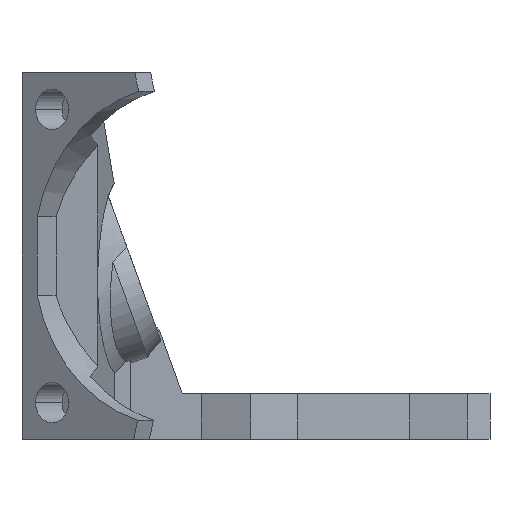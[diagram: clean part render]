
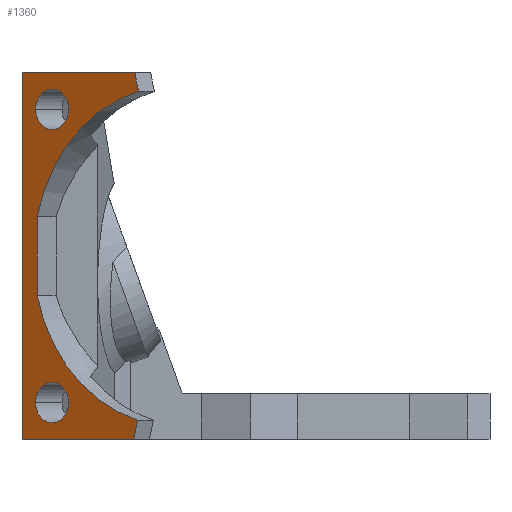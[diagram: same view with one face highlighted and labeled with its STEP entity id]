
A CAD part, left-side view. The second image highlights one B-rep face of the part: STEP entity #1360.
In plain terms, the highlighted planar face has unit normal (-0.819, 0.574, 0).
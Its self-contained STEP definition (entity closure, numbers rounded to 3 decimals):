
#48 = CIRCLE ( 'NONE', #1635, 2.2 ) ;
#50 = LINE ( 'NONE', #435, #56 ) ;
#56 = VECTOR ( 'NONE', #433, 1000. ) ;
#78 = LINE ( 'NONE', #401, #86 ) ;
#83 = CIRCLE ( 'NONE', #1660, 18.5 ) ;
#86 = VECTOR ( 'NONE', #402, 1000. ) ;
#171 = LINE ( 'NONE', #2152, #174 ) ;
#172 = CIRCLE ( 'NONE', #1663, 2.2 ) ;
#174 = VECTOR ( 'NONE', #2156, 1000. ) ;
#210 = VECTOR ( 'NONE', #1736, 1000. ) ;
#213 = LINE ( 'NONE', #363, #218 ) ;
#218 = VECTOR ( 'NONE', #356, 1000. ) ;
#220 = LINE ( 'NONE', #2199, #210 ) ;
#223 = LINE ( 'NONE', #359, #244 ) ;
#231 = CIRCLE ( 'NONE', #1632, 18.5 ) ;
#232 = CIRCLE ( 'NONE', #1653, 2.2 ) ;
#244 = VECTOR ( 'NONE', #385, 1000. ) ;
#356 = DIRECTION ( 'NONE',  ( 0., 0., -1. ) ) ;
#359 = CARTESIAN_POINT ( 'NONE',  ( -58.366, 16.536, 34.331 ) ) ;
#363 = CARTESIAN_POINT ( 'NONE',  ( -45.92, 34.311, 24.432 ) ) ;
#375 = DIRECTION ( 'NONE',  ( -0.574, -0.819, 0. ) ) ;
#377 = CARTESIAN_POINT ( 'NONE',  ( -47.067, 32.673, 36. ) ) ;
#381 = CARTESIAN_POINT ( 'NONE',  ( -56.244, 19.567, 20. ) ) ;
#382 = DIRECTION ( 'NONE',  ( -0.819, 0.574, 0. ) ) ;
#385 = DIRECTION ( 'NONE',  ( 0.143, 0.205, -0.968 ) ) ;
#386 = DIRECTION ( 'NONE',  ( -0.574, -0.819, 0. ) ) ;
#387 = DIRECTION ( 'NONE',  ( -0.819, 0.574, 0. ) ) ;
#401 = CARTESIAN_POINT ( 'NONE',  ( -44.772, 35.95, 40. ) ) ;
#402 = DIRECTION ( 'NONE',  ( -0.574, -0.819, 0. ) ) ;
#433 = DIRECTION ( 'NONE',  ( -0.139, -0.199, -0.97 ) ) ;
#434 = DIRECTION ( 'NONE',  ( -0.574, -0.819, 0. ) ) ;
#435 = CARTESIAN_POINT ( 'NONE',  ( -57.064, 18.395, 14.28 ) ) ;
#438 = CARTESIAN_POINT ( 'NONE',  ( -56.244, 19.567, 20. ) ) ;
#439 = DIRECTION ( 'NONE',  ( -0.819, 0.574, 0. ) ) ;
#447 = CARTESIAN_POINT ( 'NONE',  ( -47.067, 32.673, 4. ) ) ;
#457 = DIRECTION ( 'NONE',  ( -0.574, -0.819, 0. ) ) ;
#461 = DIRECTION ( 'NONE',  ( -0.819, 0.574, 0. ) ) ;
#548 = CIRCLE ( 'NONE', #1654, 2.2 ) ;
#724 = ORIENTED_EDGE ( 'NONE', *, *, #1464, .F. ) ;
#725 = ORIENTED_EDGE ( 'NONE', *, *, #1491, .F. ) ;
#763 = ORIENTED_EDGE ( 'NONE', *, *, #1465, .F. ) ;
#774 = ORIENTED_EDGE ( 'NONE', *, *, #1460, .F. ) ;
#778 = ORIENTED_EDGE ( 'NONE', *, *, #1420, .F. ) ;
#779 = ORIENTED_EDGE ( 'NONE', *, *, #1496, .F. ) ;
#780 = ORIENTED_EDGE ( 'NONE', *, *, #1476, .F. ) ;
#788 = ORIENTED_EDGE ( 'NONE', *, *, #1432, .T. ) ;
#798 = ORIENTED_EDGE ( 'NONE', *, *, #1498, .F. ) ;
#802 = ORIENTED_EDGE ( 'NONE', *, *, #1392, .F. ) ;
#834 = ORIENTED_EDGE ( 'NONE', *, *, #1450, .T. ) ;
#855 = ORIENTED_EDGE ( 'NONE', *, *, #1463, .F. ) ;
#946 = EDGE_LOOP ( 'NONE', ( #724, #778 ) ) ;
#965 = EDGE_LOOP ( 'NONE', ( #798, #802 ) ) ;
#980 = EDGE_LOOP ( 'NONE', ( #725, #774, #763, #779, #780, #788, #834, #855 ) ) ;
#1075 = FACE_BOUND ( 'NONE', #946, .T. ) ;
#1076 = FACE_OUTER_BOUND ( 'NONE', #980, .T. ) ;
#1086 = FACE_BOUND ( 'NONE', #965, .T. ) ;
#1167 = CARTESIAN_POINT ( 'NONE',  ( -45.805, 34.475, 36. ) ) ;
#1189 = CARTESIAN_POINT ( 'NONE',  ( -48.329, 30.871, 36. ) ) ;
#1192 = CARTESIAN_POINT ( 'NONE',  ( -48.329, 30.871, 4. ) ) ;
#1195 = CARTESIAN_POINT ( 'NONE',  ( -45.805, 34.475, 4. ) ) ;
#1207 = CARTESIAN_POINT ( 'NONE',  ( -44.772, 35.95, 0. ) ) ;
#1214 = CARTESIAN_POINT ( 'NONE',  ( -53.376, 23.662, 40. ) ) ;
#1217 = CARTESIAN_POINT ( 'NONE',  ( -44.772, 35.95, 40. ) ) ;
#1220 = CARTESIAN_POINT ( 'NONE',  ( -53.282, 23.797, 0. ) ) ;
#1235 = CARTESIAN_POINT ( 'NONE',  ( -53.591, 23.355, 2.087 ) ) ;
#1237 = CARTESIAN_POINT ( 'NONE',  ( -53.67, 23.242, 37.948 ) ) ;
#1249 = CARTESIAN_POINT ( 'NONE',  ( -45.92, 34.311, 24.272 ) ) ;
#1252 = CARTESIAN_POINT ( 'NONE',  ( -45.92, 34.311, 15.728 ) ) ;
#1360 = ADVANCED_FACE ( 'NONE', ( #1075, #1086, #1076 ), #1825, .F. ) ;
#1392 = EDGE_CURVE ( 'NONE', #2231, #2250, #548, .T. ) ;
#1420 = EDGE_CURVE ( 'NONE', #2249, #2247, #172, .T. ) ;
#1432 = EDGE_CURVE ( 'NONE', #2294, #2292, #171, .T. ) ;
#1450 = EDGE_CURVE ( 'NONE', #2292, #2302, #220, .T. ) ;
#1460 = EDGE_CURVE ( 'NONE', #2345, #2344, #213, .T. ) ;
#1463 = EDGE_CURVE ( 'NONE', #2320, #2302, #223, .T. ) ;
#1464 = EDGE_CURVE ( 'NONE', #2247, #2249, #232, .T. ) ;
#1465 = EDGE_CURVE ( 'NONE', #2340, #2345, #231, .T. ) ;
#1476 = EDGE_CURVE ( 'NONE', #2294, #2298, #78, .T. ) ;
#1491 = EDGE_CURVE ( 'NONE', #2344, #2320, #83, .T. ) ;
#1496 = EDGE_CURVE ( 'NONE', #2298, #2340, #50, .T. ) ;
#1498 = EDGE_CURVE ( 'NONE', #2250, #2231, #48, .T. ) ;
#1627 = AXIS2_PLACEMENT_3D ( 'NONE', #1812, #1823, #1800 ) ;
#1632 = AXIS2_PLACEMENT_3D ( 'NONE', #381, #387, #375 ) ;
#1635 = AXIS2_PLACEMENT_3D ( 'NONE', #447, #461, #457 ) ;
#1653 = AXIS2_PLACEMENT_3D ( 'NONE', #377, #382, #386 ) ;
#1654 = AXIS2_PLACEMENT_3D ( 'NONE', #1974, #1981, #1976 ) ;
#1660 = AXIS2_PLACEMENT_3D ( 'NONE', #438, #439, #434 ) ;
#1663 = AXIS2_PLACEMENT_3D ( 'NONE', #2097, #2075, #2090 ) ;
#1736 = DIRECTION ( 'NONE',  ( -0.574, -0.819, 0. ) ) ;
#1800 = DIRECTION ( 'NONE',  ( 0.574, 0.819, 0. ) ) ;
#1812 = CARTESIAN_POINT ( 'NONE',  ( -44.772, 35.95, 40. ) ) ;
#1823 = DIRECTION ( 'NONE',  ( 0.819, -0.574, 0. ) ) ;
#1825 = PLANE ( 'NONE',  #1627 ) ;
#1974 = CARTESIAN_POINT ( 'NONE',  ( -47.067, 32.673, 4. ) ) ;
#1976 = DIRECTION ( 'NONE',  ( -0.574, -0.819, 0. ) ) ;
#1981 = DIRECTION ( 'NONE',  ( -0.819, 0.574, 0. ) ) ;
#2075 = DIRECTION ( 'NONE',  ( -0.819, 0.574, 0. ) ) ;
#2090 = DIRECTION ( 'NONE',  ( -0.574, -0.819, 0. ) ) ;
#2097 = CARTESIAN_POINT ( 'NONE',  ( -47.067, 32.673, 36. ) ) ;
#2152 = CARTESIAN_POINT ( 'NONE',  ( -44.772, 35.95, 40. ) ) ;
#2156 = DIRECTION ( 'NONE',  ( 0., 0., -1. ) ) ;
#2199 = CARTESIAN_POINT ( 'NONE',  ( -44.772, 35.95, 0. ) ) ;
#2231 = VERTEX_POINT ( 'NONE', #1195 ) ;
#2247 = VERTEX_POINT ( 'NONE', #1189 ) ;
#2249 = VERTEX_POINT ( 'NONE', #1167 ) ;
#2250 = VERTEX_POINT ( 'NONE', #1192 ) ;
#2292 = VERTEX_POINT ( 'NONE', #1207 ) ;
#2294 = VERTEX_POINT ( 'NONE', #1217 ) ;
#2298 = VERTEX_POINT ( 'NONE', #1214 ) ;
#2302 = VERTEX_POINT ( 'NONE', #1220 ) ;
#2320 = VERTEX_POINT ( 'NONE', #1235 ) ;
#2340 = VERTEX_POINT ( 'NONE', #1237 ) ;
#2344 = VERTEX_POINT ( 'NONE', #1252 ) ;
#2345 = VERTEX_POINT ( 'NONE', #1249 ) ;
